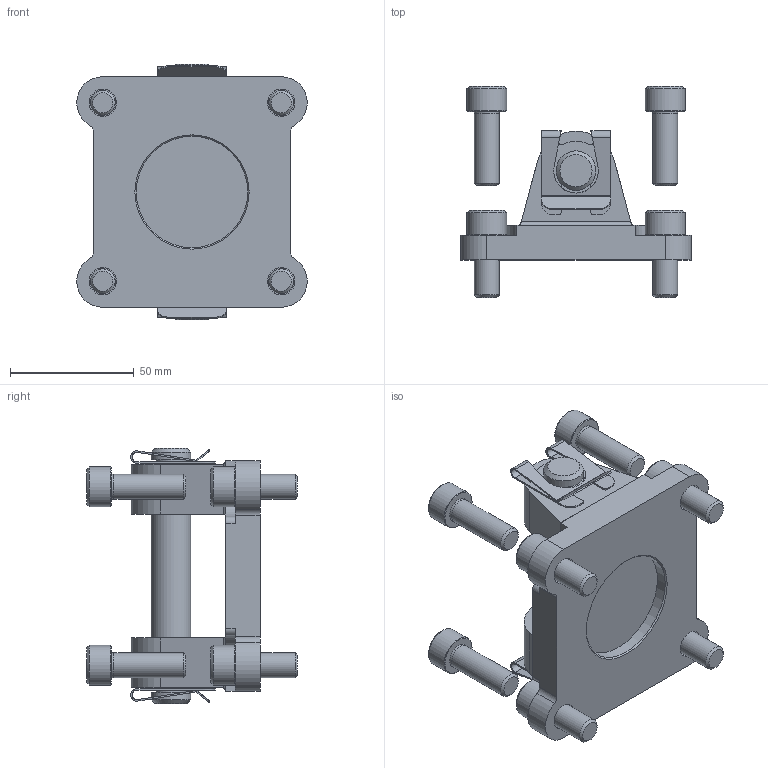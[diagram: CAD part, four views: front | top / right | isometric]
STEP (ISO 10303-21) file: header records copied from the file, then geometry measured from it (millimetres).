
FILE_DESCRIPTION(/* description */ ('STEP AP214'),/* implementation_level */ '2;1');
FILE_NAME(/* name */ '174394_SNCB-80',/* time_stamp */ '2024-09-10T04:34:53+02:00',/* author */ ('License CC BY-ND 4.0'),/* organization */ ('CADENAS'),/* preprocessor_version */ 'ST-DEVELOPER v19.3',/* originating_system */ 'PARTsolutions',/* authorisation */ ' ');
FILE_SCHEMA (('AUTOMOTIVE_DESIGN {1 0 10303 214 3 1 1}'));
Length unit declared in the file: millimetre
Products named in the file (6): 174394 SNCB-80---(0); 174394 SNCB-80---(SF_00); DIN-912 - M10x25(F); 369045 BZ-16-091,0-AA (103); 209822 16 SXN 08 VERZINKT:SL; DIN-912 - M10x30(F)
Assembly tree (12 placements, depth 2):
  174394 SNCB-80---(0)
    174394 SNCB-80---(SF_00)
    DIN-912 - M10x25(F)  x4
    369045 BZ-16-091,0-AA (103)
    209822 16 SXN 08 VERZINKT:SL  x2
    DIN-912 - M10x30(F)  x4
Bounding box: 93 x 85 x 103 mm (x, y, z)
Volume: 184904.9 mm3; surface area: 55883.5 mm2
Topology: 12 solids, 12 shells, 366 faces, 809 edges, 480 vertices
Faces by surface type: plane 183, cone 93, cylinder 90
Full cylindrical faces by diameter (mm): 10 x8, 11 x4, 12 x2, 16 x13, 18.56 x2, 18.76 x2, 45 x1
Entity records: 4800 total; most frequent: DIRECTION 846, CARTESIAN_POINT 839, ORIENTED_EDGE 698, EDGE_CURVE 349, AXIS2_PLACEMENT_3D 334, VERTEX_POINT 239, FACE_BOUND 226, EDGE_LOOP 224
